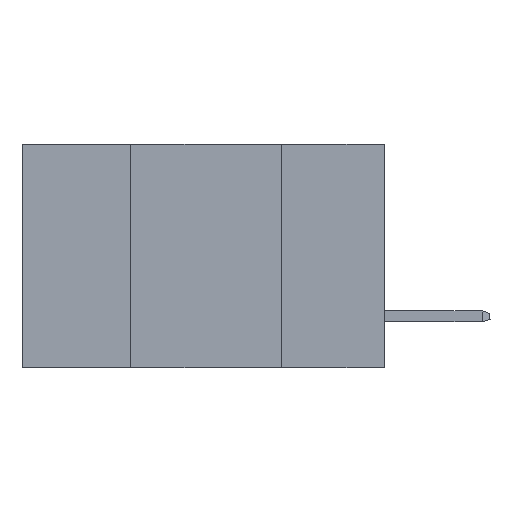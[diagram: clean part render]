
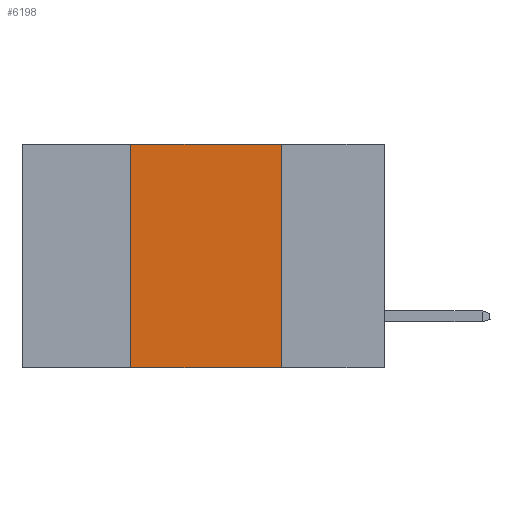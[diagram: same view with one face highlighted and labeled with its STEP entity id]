
A CAD part, left-side view. The second image highlights one B-rep face of the part: STEP entity #6198.
In plain terms, the highlighted planar face has unit normal (-1, 0, 0).
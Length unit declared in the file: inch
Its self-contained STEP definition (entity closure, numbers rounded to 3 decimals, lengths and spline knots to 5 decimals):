
#310 = DIRECTION ( 'NONE',  ( 0., 0., -1. ) ) ;
#451 = EDGE_CURVE ( 'NONE', #5882, #5974, #5588, .T. ) ;
#702 = EDGE_CURVE ( 'NONE', #7302, #9909, #7141, .T. ) ;
#748 = CARTESIAN_POINT ( 'NONE',  ( 0., 0.17, 0. ) ) ;
#1291 = ORIENTED_EDGE ( 'NONE', *, *, #4676, .T. ) ;
#2156 = ORIENTED_EDGE ( 'NONE', *, *, #451, .F. ) ;
#2238 = CARTESIAN_POINT ( 'NONE',  ( 0., 0.17, 0. ) ) ;
#2393 = ORIENTED_EDGE ( 'NONE', *, *, #702, .F. ) ;
#2811 = EDGE_CURVE ( 'NONE', #9909, #5882, #4092, .T. ) ;
#2983 = DIRECTION ( 'NONE',  ( 0., 0., 1. ) ) ;
#3066 = DIRECTION ( 'NONE',  ( 0., -1., 0. ) ) ;
#3080 = EDGE_LOOP ( 'NONE', ( #2156, #3180, #2393, #1291 ) ) ;
#3180 = ORIENTED_EDGE ( 'NONE', *, *, #2811, .F. ) ;
#4092 = LINE ( 'NONE', #10583, #11779 ) ;
#4676 = EDGE_CURVE ( 'NONE', #7302, #5974, #8892, .T. ) ;
#5234 = DIRECTION ( 'NONE',  ( 0., 0., -1. ) ) ;
#5280 = CARTESIAN_POINT ( 'NONE',  ( 0., 0.6, 0. ) ) ;
#5588 = LINE ( 'NONE', #2238, #8739 ) ;
#5708 = CARTESIAN_POINT ( 'NONE',  ( 0., 0.6, -0.37 ) ) ;
#5882 = VERTEX_POINT ( 'NONE', #748 ) ;
#5974 = VERTEX_POINT ( 'NONE', #9848 ) ;
#6198 = ADVANCED_FACE ( 'NONE', ( #8522 ), #10040, .F. ) ;
#6220 = VECTOR ( 'NONE', #3066, 39.37008 ) ;
#6935 = CARTESIAN_POINT ( 'NONE',  ( 0., 0.42, 0. ) ) ;
#7006 = VECTOR ( 'NONE', #2983, 39.37008 ) ;
#7141 = LINE ( 'NONE', #9535, #7006 ) ;
#7302 = VERTEX_POINT ( 'NONE', #10860 ) ;
#7601 = DIRECTION ( 'NONE',  ( 0., -1., 0. ) ) ;
#8179 = AXIS2_PLACEMENT_3D ( 'NONE', #5280, #11250, #5234 ) ;
#8522 = FACE_OUTER_BOUND ( 'NONE', #3080, .T. ) ;
#8739 = VECTOR ( 'NONE', #310, 39.37008 ) ;
#8892 = LINE ( 'NONE', #5708, #6220 ) ;
#9535 = CARTESIAN_POINT ( 'NONE',  ( 0., 0.42, 0. ) ) ;
#9848 = CARTESIAN_POINT ( 'NONE',  ( 0., 0.17, -0.37 ) ) ;
#9909 = VERTEX_POINT ( 'NONE', #6935 ) ;
#10040 = PLANE ( 'NONE',  #8179 ) ;
#10583 = CARTESIAN_POINT ( 'NONE',  ( 0., 0.6, 0. ) ) ;
#10860 = CARTESIAN_POINT ( 'NONE',  ( 0., 0.42, -0.37 ) ) ;
#11250 = DIRECTION ( 'NONE',  ( 1., 0., 0. ) ) ;
#11779 = VECTOR ( 'NONE', #7601, 39.37008 ) ;
